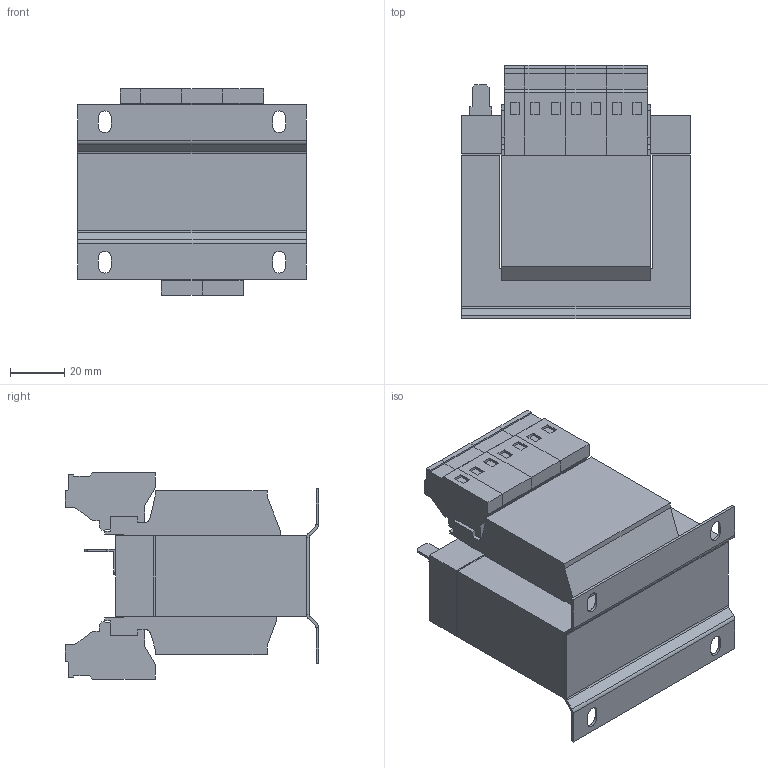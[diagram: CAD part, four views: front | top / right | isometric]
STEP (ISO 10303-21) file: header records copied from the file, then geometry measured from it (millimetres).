
FILE_DESCRIPTION (( 'STEP AP214' ), '1' );
FILE_NAME ('268795.STEP', '2020-08-03T04:59:25', ( '' ), ( '' ), 'SwSTEP 2.0', 'SolidWorks 2018', '' );
FILE_SCHEMA (( 'AUTOMOTIVE_DESIGN' ));
Length unit declared in the file: millimetre
Products named in the file (1): 268795
Bounding box: 84 x 93.05 x 75.7 mm (x, y, z)
Volume: 302923.7 mm3; surface area: 53064.9 mm2
Topology: 1 solids, 1 shells, 339 faces, 835 edges, 518 vertices
Faces by surface type: plane 295, cylinder 44
Entity records: 9789 total; most frequent: CARTESIAN_POINT 1693, ORIENTED_EDGE 1670, DIRECTION 1605, EDGE_CURVE 835, VECTOR 745, LINE 745, VERTEX_POINT 518, AXIS2_PLACEMENT_3D 430
